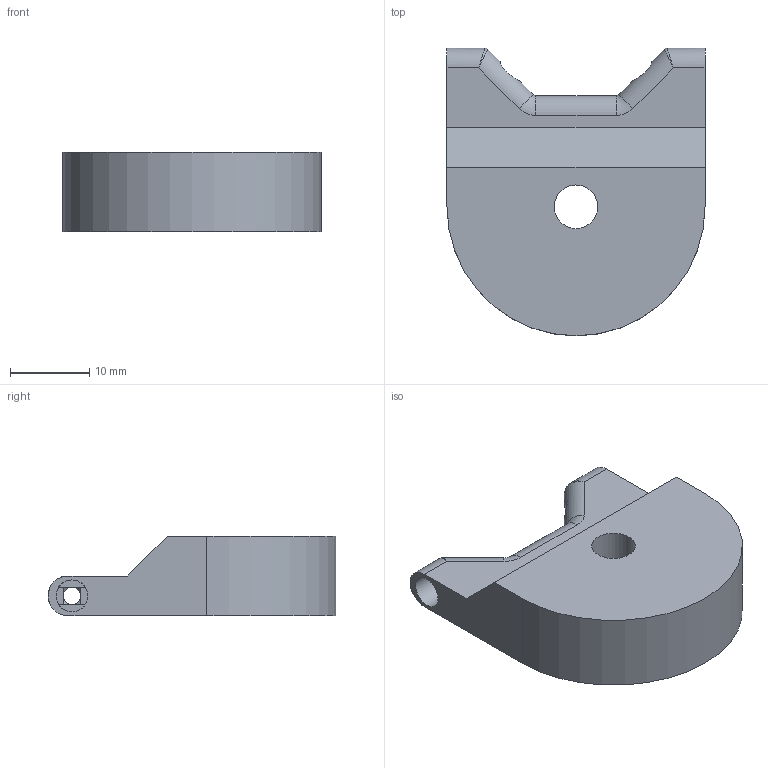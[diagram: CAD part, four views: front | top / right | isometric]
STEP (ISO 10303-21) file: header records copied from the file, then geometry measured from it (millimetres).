
FILE_DESCRIPTION(/* description */ ('STEP AP242','CAx-IF Rec.Pracs.---Representation and Presentation of Product Manufacturing Information (PMI)---4.0---2014-10-13','CAx-IF Rec.Pracs.---3D Tessellated Geometry---0.4---2014-09-14','2;1'),/* implementation_level */ '2;1');
FILE_NAME(/* name */ '67b746cf6b22f10a51f4b872',/* time_stamp */ '2025-02-20T15:14:23Z',/* author */ (''),/* organization */ (''),/* preprocessor_version */ 'ST-DEVELOPER v20',/* originating_system */ 'ONSHAPE BY PTC INC, 1.193',/* authorisation */ ' ');
FILE_SCHEMA (('AP242_MANAGED_MODEL_BASED_3D_ENGINEERING_MIM_LF { 1 0 10303 442 1 1 4 }'));
Length unit declared in the file: metre
Products named in the file (1): Female Joint to M5
Bounding box: 32.5 x 36.25 x 10 mm (x, y, z)
Volume: 7409.5 mm3; surface area: 3190.7 mm2
Topology: 1 solids, 1 shells, 53 faces, 142 edges, 87 vertices
Faces by surface type: plane 30, cylinder 11, bspline 6, cone 4, torus 2
Full cylindrical faces by diameter (mm): 2.2 x2, 4 x1, 5.5 x1, 10 x1
Entity records: 1823 total; most frequent: CARTESIAN_POINT 557, ORIENTED_EDGE 260, DIRECTION 246, EDGE_CURVE 130, AXIS2_PLACEMENT_3D 88, VERTEX_POINT 84, LINE 70, VECTOR 70
